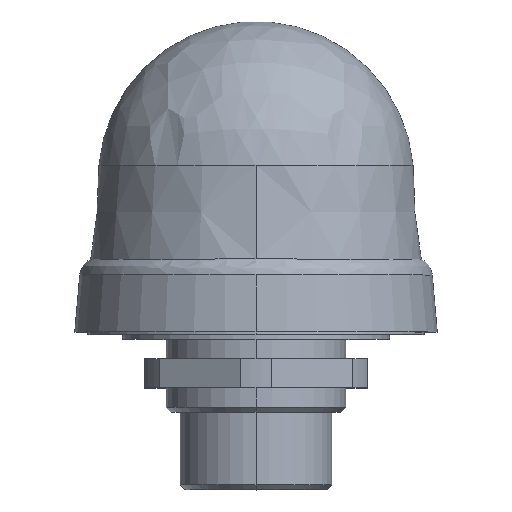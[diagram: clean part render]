
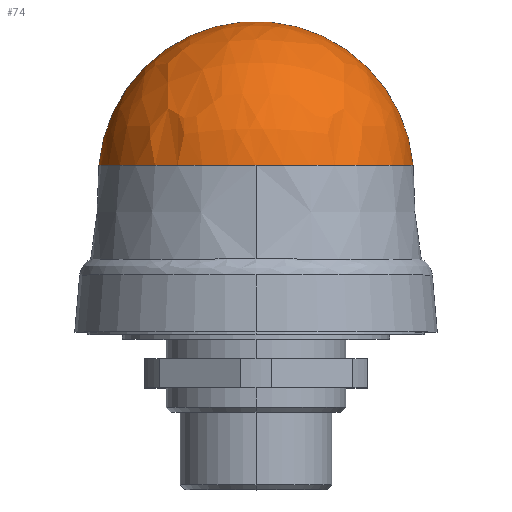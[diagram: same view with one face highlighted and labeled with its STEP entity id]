
A CAD part, top view. The second image highlights one B-rep face of the part: STEP entity #74.
In plain terms, the highlighted free-form (B-spline) face has degree [3, 3] with [4, 4] control points.
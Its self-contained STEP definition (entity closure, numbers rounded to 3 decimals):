
#74=ADVANCED_FACE('NONE',(#187),#188,.T.);
#187=FACE_OUTER_BOUND('',#366,.T.);
#188=(B_SPLINE_SURFACE(3,3,((#368,#369,#370,#371),(#372,#373,#374,#375),(#376,#377,#378,#379),(#380,#381,#382,#383)),.UNSPECIFIED.,.F.,.F.,.F.)B_SPLINE_SURFACE_WITH_KNOTS((4,4),(4,4),(0.0,1.0),(0.0,1.0),.UNSPECIFIED.)RATIONAL_B_SPLINE_SURFACE(((1.0,0.823,0.823,1.0),(0.38,0.312,0.312,0.38),(0.38,0.312,0.312,0.38),(1.0,0.823,0.823,1.0)))BOUNDED_SURFACE()REPRESENTATION_ITEM('')GEOMETRIC_REPRESENTATION_ITEM()SURFACE());
#366=EDGE_LOOP('',(#587,#588,#589));
#368=CARTESIAN_POINT('',(69.772,66.256,37.35));
#369=CARTESIAN_POINT('',(69.772,66.256,38.591));
#370=CARTESIAN_POINT('',(69.772,65.413,39.502));
#371=CARTESIAN_POINT('',(69.772,64.177,39.599));
#372=CARTESIAN_POINT('',(65.82,123.058,37.35));
#373=CARTESIAN_POINT('',(65.82,123.058,69.833));
#374=CARTESIAN_POINT('',(65.82,101.006,93.683));
#375=CARTESIAN_POINT('',(65.82,68.623,96.226));
#376=CARTESIAN_POINT('',(8.88,123.058,37.35));
#377=CARTESIAN_POINT('',(8.88,123.058,69.833));
#378=CARTESIAN_POINT('',(8.88,101.006,93.683));
#379=CARTESIAN_POINT('',(8.88,68.623,96.226));
#380=CARTESIAN_POINT('',(4.928,66.256,37.35));
#381=CARTESIAN_POINT('',(4.928,66.256,38.591));
#382=CARTESIAN_POINT('',(4.928,65.413,39.502));
#383=CARTESIAN_POINT('',(4.928,64.177,39.599));
#587=ORIENTED_EDGE('',*,*,#978,.T.);
#588=ORIENTED_EDGE('',*,*,#979,.T.);
#589=ORIENTED_EDGE('',*,*,#980,.T.);
#978=EDGE_CURVE('NONE',#1139,#1140,#1141,.T.);
#979=EDGE_CURVE('NONE',#1140,#1142,#1143,.T.);
#980=EDGE_CURVE('NONE',#1142,#1139,#1144,.T.);
#1139=VERTEX_POINT('NONE',#1364);
#1140=VERTEX_POINT('NONE',#1365);
#1141=CIRCLE('',#1366,32.376);
#1142=VERTEX_POINT('NONE',#1367);
#1143=CIRCLE('',#1368,32.5);
#1144=CIRCLE('',#1369,32.376);
#1364=CARTESIAN_POINT('',(37.35,66.833,69.726));
#1365=CARTESIAN_POINT('',(69.726,66.833,37.35));
#1366=AXIS2_PLACEMENT_3D('',#1639,#1640,#1641);
#1367=CARTESIAN_POINT('',(4.974,66.833,37.35));
#1368=AXIS2_PLACEMENT_3D('',#1642,#1643,#1644);
#1369=AXIS2_PLACEMENT_3D('',#1645,#1646,#1647);
#1639=CARTESIAN_POINT('',(37.35,66.833,37.35));
#1640=DIRECTION('',(0.,1.0,0.));
#1641=DIRECTION('',(0.0,0.,-1.0));
#1642=CARTESIAN_POINT('',(37.35,64.,37.35));
#1643=DIRECTION('',(0.0,0.0,1.0));
#1644=DIRECTION('',(1.0,0.0,0.0));
#1645=CARTESIAN_POINT('',(37.35,66.833,37.35));
#1646=DIRECTION('',(0.,1.0,0.));
#1647=DIRECTION('',(0.0,0.,-1.0));
